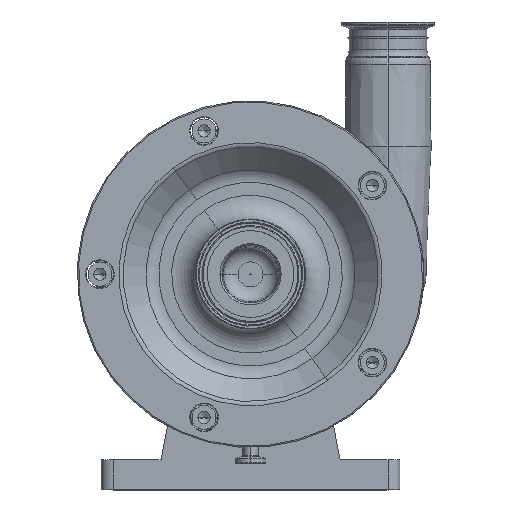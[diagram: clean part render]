
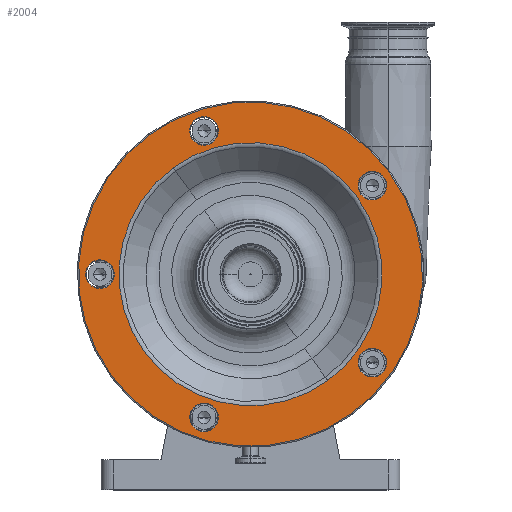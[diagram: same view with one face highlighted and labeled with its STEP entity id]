
A CAD part, top view. The second image highlights one B-rep face of the part: STEP entity #2004.
In plain terms, the highlighted planar face has unit normal (0, 0, 1).
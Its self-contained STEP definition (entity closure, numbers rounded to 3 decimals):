
#76 = AXIS2_PLACEMENT_3D ( 'NONE', #7121, #5549, #17271 ) ;
#108 = VERTEX_POINT ( 'NONE', #2362 ) ;
#470 = AXIS2_PLACEMENT_3D ( 'NONE', #15107, #10797, #5340 ) ;
#738 = DIRECTION ( 'NONE',  ( 0.588, -0.809, 0. ) ) ;
#945 = ORIENTED_EDGE ( 'NONE', *, *, #9676, .F. ) ;
#1031 = VERTEX_POINT ( 'NONE', #17469 ) ;
#1108 = EDGE_LOOP ( 'NONE', ( #9651, #14100 ) ) ;
#1135 = DIRECTION ( 'NONE',  ( 0.588, -0.809, 0. ) ) ;
#1167 = CARTESIAN_POINT ( 'NONE',  ( 101.936, 254.061, 220. ) ) ;
#1230 = EDGE_CURVE ( 'NONE', #15716, #6469, #17850, .T. ) ;
#1260 = DIRECTION ( 'NONE',  ( -0.588, 0.809, 0. ) ) ;
#1366 = CARTESIAN_POINT ( 'NONE',  ( -45.99, 69.875, 220. ) ) ;
#1392 = CIRCLE ( 'NONE', #12183, 110.071 ) ;
#1830 = DIRECTION ( 'NONE',  ( 0.588, -0.809, 0. ) ) ;
#1924 = EDGE_CURVE ( 'NONE', #10039, #1031, #6771, .T. ) ;
#1936 = ORIENTED_EDGE ( 'NONE', *, *, #8581, .F. ) ;
#2004 = ADVANCED_FACE ( 'NONE', ( #14109, #12508, #15595, #11021, #18222, #16919, #8108 ), #3883, .F. ) ;
#2113 = VERTEX_POINT ( 'NONE', #4249 ) ;
#2362 = CARTESIAN_POINT ( 'NONE',  ( 108.99, 96.231, 220. ) ) ;
#2545 = AXIS2_PLACEMENT_3D ( 'NONE', #2811, #12836, #1135 ) ;
#2581 = CIRCLE ( 'NONE', #10998, 12. ) ;
#2811 = CARTESIAN_POINT ( 'NONE',  ( -38.936, 60.167, 220. ) ) ;
#3061 = DIRECTION ( 'NONE',  ( 0., 0., 1. ) ) ;
#3169 = AXIS2_PLACEMENT_3D ( 'NONE', #3633, #11193, #11970 ) ;
#3422 = DIRECTION ( 'NONE',  ( 0.588, -0.809, 0. ) ) ;
#3462 = CARTESIAN_POINT ( 'NONE',  ( -118.947, 170.292, 220. ) ) ;
#3479 = AXIS2_PLACEMENT_3D ( 'NONE', #16559, #13370, #3422 ) ;
#3633 = CARTESIAN_POINT ( 'NONE',  ( 101.936, 254.061, 220. ) ) ;
#3744 = VERTEX_POINT ( 'NONE', #1366 ) ;
#3850 = CARTESIAN_POINT ( 'NONE',  ( 94.883, 263.769, 220. ) ) ;
#3883 = PLANE ( 'NONE',  #14896 ) ;
#4000 = CARTESIAN_POINT ( 'NONE',  ( 101.936, 105.939, 220. ) ) ;
#4127 = CIRCLE ( 'NONE', #6517, 12. ) ;
#4249 = CARTESIAN_POINT ( 'NONE',  ( 64.698, 90.951, 220. ) ) ;
#4711 = AXIS2_PLACEMENT_3D ( 'NONE', #6725, #4959, #16690 ) ;
#4756 = AXIS2_PLACEMENT_3D ( 'NONE', #4000, #14227, #16857 ) ;
#4844 = DIRECTION ( 'NONE',  ( 0., 0., 1. ) ) ;
#4876 = EDGE_CURVE ( 'NONE', #5866, #108, #16450, .T. ) ;
#4956 = CIRCLE ( 'NONE', #12743, 12. ) ;
#4959 = DIRECTION ( 'NONE',  ( 0., 0., 1. ) ) ;
#4989 = CARTESIAN_POINT ( 'NONE',  ( 84.641, 63.502, 220. ) ) ;
#5014 = ORIENTED_EDGE ( 'NONE', *, *, #11620, .F. ) ;
#5340 = DIRECTION ( 'NONE',  ( 0.588, -0.809, 0. ) ) ;
#5549 = DIRECTION ( 'NONE',  ( 0., 0., 1. ) ) ;
#5866 = VERTEX_POINT ( 'NONE', #17734 ) ;
#6006 = VERTEX_POINT ( 'NONE', #3850 ) ;
#6469 = VERTEX_POINT ( 'NONE', #12018 ) ;
#6517 = AXIS2_PLACEMENT_3D ( 'NONE', #7953, #8144, #738 ) ;
#6725 = CARTESIAN_POINT ( 'NONE',  ( 101.936, 105.939, 220. ) ) ;
#6748 = AXIS2_PLACEMENT_3D ( 'NONE', #16888, #15386, #11531 ) ;
#6771 = CIRCLE ( 'NONE', #3479, 12. ) ;
#6869 = DIRECTION ( 'NONE',  ( 0.588, -0.809, 0. ) ) ;
#7034 = VERTEX_POINT ( 'NONE', #11943 ) ;
#7121 = CARTESIAN_POINT ( 'NONE',  ( 0., 180., 220. ) ) ;
#7232 = ORIENTED_EDGE ( 'NONE', *, *, #14818, .F. ) ;
#7575 = ORIENTED_EDGE ( 'NONE', *, *, #10025, .T. ) ;
#7646 = EDGE_CURVE ( 'NONE', #2113, #11182, #13031, .T. ) ;
#7718 = EDGE_CURVE ( 'NONE', #12560, #3744, #14544, .T. ) ;
#7732 = ORIENTED_EDGE ( 'NONE', *, *, #9660, .F. ) ;
#7953 = CARTESIAN_POINT ( 'NONE',  ( -126., 180., 220. ) ) ;
#7995 = ORIENTED_EDGE ( 'NONE', *, *, #4876, .F. ) ;
#8108 = FACE_BOUND ( 'NONE', #1108, .T. ) ;
#8122 = ORIENTED_EDGE ( 'NONE', *, *, #11634, .F. ) ;
#8144 = DIRECTION ( 'NONE',  ( 0., 0., 1. ) ) ;
#8442 = EDGE_CURVE ( 'NONE', #7034, #6006, #11257, .T. ) ;
#8581 = EDGE_CURVE ( 'NONE', #3744, #12560, #4956, .T. ) ;
#8782 = DIRECTION ( 'NONE',  ( 0.588, -0.809, 0. ) ) ;
#9198 = CARTESIAN_POINT ( 'NONE',  ( -64.698, 269.049, 220. ) ) ;
#9426 = EDGE_LOOP ( 'NONE', ( #11711, #7575 ) ) ;
#9651 = ORIENTED_EDGE ( 'NONE', *, *, #1924, .F. ) ;
#9660 = EDGE_CURVE ( 'NONE', #11418, #11274, #2581, .T. ) ;
#9676 = EDGE_CURVE ( 'NONE', #11182, #2113, #1392, .T. ) ;
#9692 = CARTESIAN_POINT ( 'NONE',  ( 116.498, 264.641, 220. ) ) ;
#9862 = AXIS2_PLACEMENT_3D ( 'NONE', #17394, #11677, #1830 ) ;
#9875 = CIRCLE ( 'NONE', #18245, 12. ) ;
#10025 = EDGE_CURVE ( 'NONE', #6469, #15716, #18318, .T. ) ;
#10039 = VERTEX_POINT ( 'NONE', #11278 ) ;
#10413 = CIRCLE ( 'NONE', #4711, 12. ) ;
#10797 = DIRECTION ( 'NONE',  ( 0., 0., 1. ) ) ;
#10998 = AXIS2_PLACEMENT_3D ( 'NONE', #14797, #4844, #15808 ) ;
#11021 = FACE_BOUND ( 'NONE', #11299, .T. ) ;
#11182 = VERTEX_POINT ( 'NONE', #9198 ) ;
#11193 = DIRECTION ( 'NONE',  ( 0., 0., 1. ) ) ;
#11257 = CIRCLE ( 'NONE', #3169, 12. ) ;
#11274 = VERTEX_POINT ( 'NONE', #15025 ) ;
#11278 = CARTESIAN_POINT ( 'NONE',  ( -31.883, 290.125, 220. ) ) ;
#11299 = EDGE_LOOP ( 'NONE', ( #17155, #7232 ) ) ;
#11323 = ORIENTED_EDGE ( 'NONE', *, *, #7718, .F. ) ;
#11418 = VERTEX_POINT ( 'NONE', #3462 ) ;
#11531 = DIRECTION ( 'NONE',  ( 0.588, -0.809, 0. ) ) ;
#11620 = EDGE_CURVE ( 'NONE', #108, #5866, #10413, .T. ) ;
#11634 = EDGE_CURVE ( 'NONE', #11274, #11418, #4127, .T. ) ;
#11677 = DIRECTION ( 'NONE',  ( 0., 0., 1. ) ) ;
#11711 = ORIENTED_EDGE ( 'NONE', *, *, #1230, .T. ) ;
#11943 = CARTESIAN_POINT ( 'NONE',  ( 108.99, 244.353, 220. ) ) ;
#11970 = DIRECTION ( 'NONE',  ( 0.588, -0.809, 0. ) ) ;
#12018 = CARTESIAN_POINT ( 'NONE',  ( -84.641, 296.498, 220. ) ) ;
#12183 = AXIS2_PLACEMENT_3D ( 'NONE', #17317, #3061, #8782 ) ;
#12271 = CIRCLE ( 'NONE', #9862, 12. ) ;
#12342 = DIRECTION ( 'NONE',  ( 0., 0., 1. ) ) ;
#12508 = FACE_BOUND ( 'NONE', #15385, .T. ) ;
#12560 = VERTEX_POINT ( 'NONE', #18074 ) ;
#12743 = AXIS2_PLACEMENT_3D ( 'NONE', #18398, #12863, #17003 ) ;
#12836 = DIRECTION ( 'NONE',  ( 0., 0., 1. ) ) ;
#12861 = EDGE_CURVE ( 'NONE', #1031, #10039, #12271, .T. ) ;
#12863 = DIRECTION ( 'NONE',  ( 0., 0., 1. ) ) ;
#13031 = CIRCLE ( 'NONE', #6748, 110.071 ) ;
#13370 = DIRECTION ( 'NONE',  ( 0., 0., 1. ) ) ;
#14100 = ORIENTED_EDGE ( 'NONE', *, *, #12861, .F. ) ;
#14109 = FACE_BOUND ( 'NONE', #17192, .T. ) ;
#14227 = DIRECTION ( 'NONE',  ( 0., 0., 1. ) ) ;
#14544 = CIRCLE ( 'NONE', #2545, 12. ) ;
#14797 = CARTESIAN_POINT ( 'NONE',  ( -126., 180., 220. ) ) ;
#14818 = EDGE_CURVE ( 'NONE', #6006, #7034, #9875, .T. ) ;
#14896 = AXIS2_PLACEMENT_3D ( 'NONE', #9692, #16829, #1260 ) ;
#15025 = CARTESIAN_POINT ( 'NONE',  ( -133.053, 189.708, 220. ) ) ;
#15103 = ORIENTED_EDGE ( 'NONE', *, *, #7646, .F. ) ;
#15107 = CARTESIAN_POINT ( 'NONE',  ( 0., 180., 220. ) ) ;
#15251 = EDGE_LOOP ( 'NONE', ( #7732, #8122 ) ) ;
#15385 = EDGE_LOOP ( 'NONE', ( #11323, #1936 ) ) ;
#15386 = DIRECTION ( 'NONE',  ( 0., 0., 1. ) ) ;
#15595 = FACE_BOUND ( 'NONE', #15251, .T. ) ;
#15716 = VERTEX_POINT ( 'NONE', #4989 ) ;
#15808 = DIRECTION ( 'NONE',  ( 0.588, -0.809, 0. ) ) ;
#16450 = CIRCLE ( 'NONE', #4756, 12. ) ;
#16559 = CARTESIAN_POINT ( 'NONE',  ( -38.936, 299.833, 220. ) ) ;
#16690 = DIRECTION ( 'NONE',  ( 0.588, -0.809, 0. ) ) ;
#16829 = DIRECTION ( 'NONE',  ( 0., 0., -1. ) ) ;
#16857 = DIRECTION ( 'NONE',  ( 0.588, -0.809, 0. ) ) ;
#16888 = CARTESIAN_POINT ( 'NONE',  ( 0., 180., 220. ) ) ;
#16919 = FACE_OUTER_BOUND ( 'NONE', #9426, .T. ) ;
#17003 = DIRECTION ( 'NONE',  ( 0.588, -0.809, 0. ) ) ;
#17155 = ORIENTED_EDGE ( 'NONE', *, *, #8442, .F. ) ;
#17192 = EDGE_LOOP ( 'NONE', ( #5014, #7995 ) ) ;
#17271 = DIRECTION ( 'NONE',  ( 0.588, -0.809, 0. ) ) ;
#17317 = CARTESIAN_POINT ( 'NONE',  ( 0., 180., 220. ) ) ;
#17394 = CARTESIAN_POINT ( 'NONE',  ( -38.936, 299.833, 220. ) ) ;
#17469 = CARTESIAN_POINT ( 'NONE',  ( -45.99, 309.541, 220. ) ) ;
#17630 = EDGE_LOOP ( 'NONE', ( #15103, #945 ) ) ;
#17734 = CARTESIAN_POINT ( 'NONE',  ( 94.883, 115.647, 220. ) ) ;
#17850 = CIRCLE ( 'NONE', #470, 144. ) ;
#18074 = CARTESIAN_POINT ( 'NONE',  ( -31.883, 50.459, 220. ) ) ;
#18222 = FACE_BOUND ( 'NONE', #17630, .T. ) ;
#18245 = AXIS2_PLACEMENT_3D ( 'NONE', #1167, #12342, #6869 ) ;
#18318 = CIRCLE ( 'NONE', #76, 144. ) ;
#18398 = CARTESIAN_POINT ( 'NONE',  ( -38.936, 60.167, 220. ) ) ;
